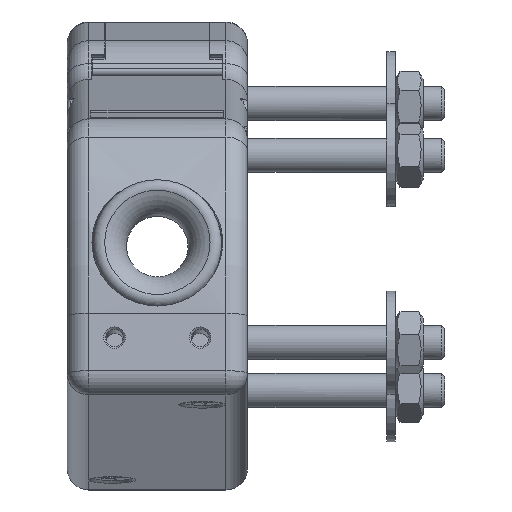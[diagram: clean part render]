
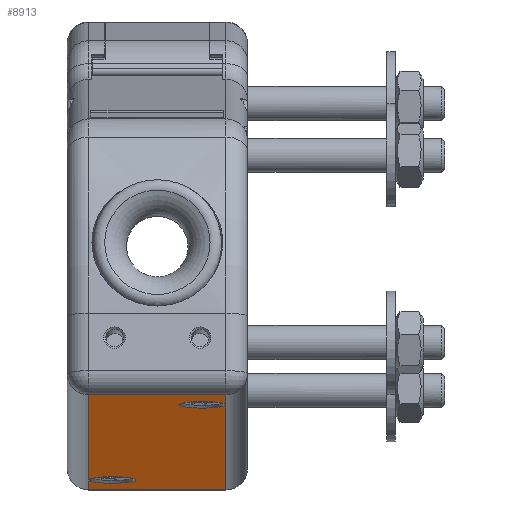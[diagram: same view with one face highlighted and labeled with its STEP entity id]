
A CAD part, left-side view. The second image highlights one B-rep face of the part: STEP entity #8913.
In plain terms, the highlighted planar face has unit normal (-0.139, 0, -0.99).
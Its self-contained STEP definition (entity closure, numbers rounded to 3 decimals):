
#668=LINE('',#13677,#1258);
#669=LINE('',#13679,#1259);
#670=LINE('',#13681,#1260);
#671=LINE('',#13686,#1261);
#672=LINE('',#13688,#1262);
#673=LINE('',#13689,#1263);
#1258=VECTOR('',#10779,10.);
#1259=VECTOR('',#10780,10.);
#1260=VECTOR('',#10781,10.);
#1261=VECTOR('',#10786,10.);
#1262=VECTOR('',#10787,10.);
#1263=VECTOR('',#10788,10.);
#1855=FACE_OUTER_BOUND('',#2407,.T.);
#2407=EDGE_LOOP('',(#6014,#6015,#6016,#6017,#6018,#6019,#6020,#6021,#6022));
#3029=CIRCLE('',#9525,5.5);
#3030=CIRCLE('',#9526,5.5);
#3031=CIRCLE('',#9527,5.5);
#3629=VERTEX_POINT('',#13675);
#3630=VERTEX_POINT('',#13676);
#3631=VERTEX_POINT('',#13678);
#3632=VERTEX_POINT('',#13680);
#3633=VERTEX_POINT('',#13682);
#3634=VERTEX_POINT('',#13685);
#3635=VERTEX_POINT('',#13687);
#4574=EDGE_CURVE('',#3629,#3630,#668,.T.);
#4575=EDGE_CURVE('',#3631,#3629,#669,.T.);
#4576=EDGE_CURVE('',#3632,#3631,#670,.T.);
#4577=EDGE_CURVE('',#3632,#3633,#3029,.T.);
#4578=EDGE_CURVE('',#3633,#3632,#3030,.T.);
#4579=EDGE_CURVE('',#3634,#3632,#671,.T.);
#4580=EDGE_CURVE('',#3635,#3634,#672,.T.);
#4581=EDGE_CURVE('',#3630,#3635,#673,.T.);
#4582=EDGE_CURVE('',#3630,#3630,#3031,.T.);
#6014=ORIENTED_EDGE('',*,*,#4574,.F.);
#6015=ORIENTED_EDGE('',*,*,#4575,.F.);
#6016=ORIENTED_EDGE('',*,*,#4576,.F.);
#6017=ORIENTED_EDGE('',*,*,#4577,.T.);
#6018=ORIENTED_EDGE('',*,*,#4578,.T.);
#6019=ORIENTED_EDGE('',*,*,#4579,.F.);
#6020=ORIENTED_EDGE('',*,*,#4580,.F.);
#6021=ORIENTED_EDGE('',*,*,#4581,.F.);
#6022=ORIENTED_EDGE('',*,*,#4582,.T.);
#8648=PLANE('',#9524);
#8913=ADVANCED_FACE('',(#1855),#8648,.F.);
#9524=AXIS2_PLACEMENT_3D('',#13674,#10777,#10778);
#9525=AXIS2_PLACEMENT_3D('',#13683,#10782,#10783);
#9526=AXIS2_PLACEMENT_3D('',#13684,#10784,#10785);
#9527=AXIS2_PLACEMENT_3D('',#13690,#10789,#10790);
#10777=DIRECTION('center_axis',(0.139,0.,
0.99));
#10778=DIRECTION('ref_axis',(0.,-1.,0.));
#10779=DIRECTION('',(-0.99,0.,0.139));
#10780=DIRECTION('',(0.,1.,0.));
#10781=DIRECTION('',(0.99,0.,-0.139));
#10782=DIRECTION('center_axis',(0.139,0.,
0.99));
#10783=DIRECTION('ref_axis',(0.,-1.,0.));
#10784=DIRECTION('center_axis',(0.139,0.,
0.99));
#10785=DIRECTION('ref_axis',(0.,-1.,0.));
#10786=DIRECTION('',(0.99,0.,-0.139));
#10787=DIRECTION('',(0.,-1.,0.));
#10788=DIRECTION('',(-0.99,0.,0.139));
#10789=DIRECTION('center_axis',(0.139,0.,
0.99));
#10790=DIRECTION('ref_axis',(0.,-1.,0.));
#13674=CARTESIAN_POINT('Origin',(53.237,10.295,-44.458));
#13675=CARTESIAN_POINT('',(139.935,16.,-56.642));
#13676=CARTESIAN_POINT('',(123.596,16.,-54.346));
#13677=CARTESIAN_POINT('',(9.892,16.,-38.366));
#13678=CARTESIAN_POINT('',(139.935,-16.,-56.642));
#13679=CARTESIAN_POINT('',(139.935,13.147,-56.642));
#13680=CARTESIAN_POINT('',(-1.114,-16.,-36.819));
#13681=CARTESIAN_POINT('',(96.562,-16.,-50.547));
#13682=CARTESIAN_POINT('',(-1.114,-5.,-36.819));
#13683=CARTESIAN_POINT('Origin',(-1.114,-10.5,-36.819));
#13684=CARTESIAN_POINT('Origin',(-1.114,-10.5,-36.819));
#13685=CARTESIAN_POINT('',(-17.453,-16.,-34.523));
#13686=CARTESIAN_POINT('',(96.562,-16.,-50.547));
#13687=CARTESIAN_POINT('',(-17.453,16.,-34.523));
#13688=CARTESIAN_POINT('',(-17.453,5.147,-34.523));
#13689=CARTESIAN_POINT('',(9.892,16.,-38.366));
#13690=CARTESIAN_POINT('Origin',(123.596,10.5,-54.346));
